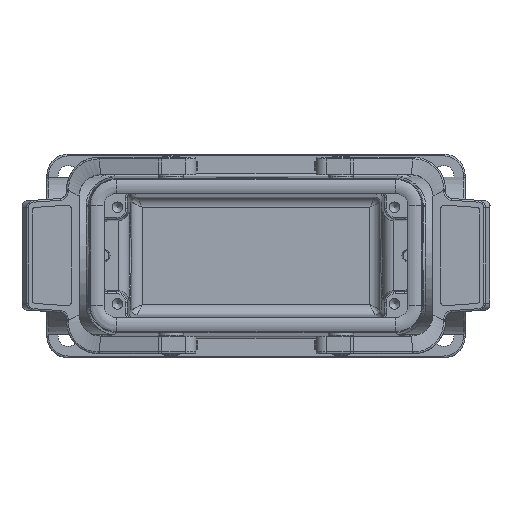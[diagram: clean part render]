
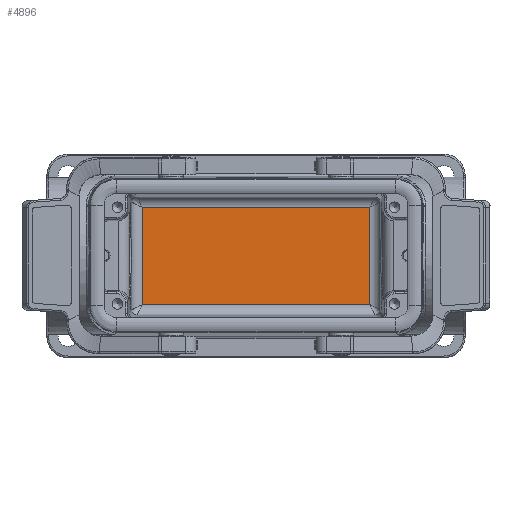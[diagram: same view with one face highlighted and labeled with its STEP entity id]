
A CAD part, top view. The second image highlights one B-rep face of the part: STEP entity #4896.
In plain terms, the highlighted planar face has unit normal (0, 0, 1).
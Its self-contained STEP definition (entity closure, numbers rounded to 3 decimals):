
#4232=FACE_OUTER_BOUND('',#5962,.T.);
#4896=ADVANCED_FACE('',(#4232),#5517,.F.);
#5517=PLANE('',#18524);
#5962=EDGE_LOOP('',(#6974,#6975,#6976,#6977));
#6974=ORIENTED_EDGE('',*,*,#10928,.T.);
#6975=ORIENTED_EDGE('',*,*,#10929,.T.);
#6976=ORIENTED_EDGE('',*,*,#10930,.T.);
#6977=ORIENTED_EDGE('',*,*,#10931,.T.);
#9919=VERTEX_POINT('',#25607);
#9920=VERTEX_POINT('',#25608);
#9921=VERTEX_POINT('',#25610);
#9922=VERTEX_POINT('',#25612);
#10928=EDGE_CURVE('',#9919,#9920,#14959,.T.);
#10929=EDGE_CURVE('',#9920,#9921,#14960,.T.);
#10930=EDGE_CURVE('',#9921,#9922,#14961,.T.);
#10931=EDGE_CURVE('',#9922,#9919,#14962,.T.);
#14959=LINE('',#25606,#15927);
#14960=LINE('',#25609,#15928);
#14961=LINE('',#25611,#15929);
#14962=LINE('',#25613,#15930);
#15927=VECTOR('',#20031,1.);
#15928=VECTOR('',#20032,1.);
#15929=VECTOR('',#20033,1.);
#15930=VECTOR('',#20034,1.);
#18524=AXIS2_PLACEMENT_3D('',#25614,#20035,#20036);
#20031=DIRECTION('',(1.,0.,0.));
#20032=DIRECTION('',(0.,1.,0.));
#20033=DIRECTION('',(-1.,0.,0.));
#20034=DIRECTION('',(0.,-1.,0.));
#20035=DIRECTION('',(0.,0.,-1.));
#20036=DIRECTION('',(-1.,0.,0.));
#25606=CARTESIAN_POINT('',(34.75,-13.567,-65.25));
#25607=CARTESIAN_POINT('',(-31.804,-13.567,-65.25));
#25608=CARTESIAN_POINT('',(31.804,-13.567,-65.25));
#25609=CARTESIAN_POINT('',(31.804,15.,-65.25));
#25610=CARTESIAN_POINT('',(31.804,13.567,-65.25));
#25611=CARTESIAN_POINT('',(34.75,13.567,-65.25));
#25612=CARTESIAN_POINT('',(-31.804,13.567,-65.25));
#25613=CARTESIAN_POINT('',(-31.804,-15.,-65.25));
#25614=CARTESIAN_POINT('',(34.75,-17.75,-65.25));
